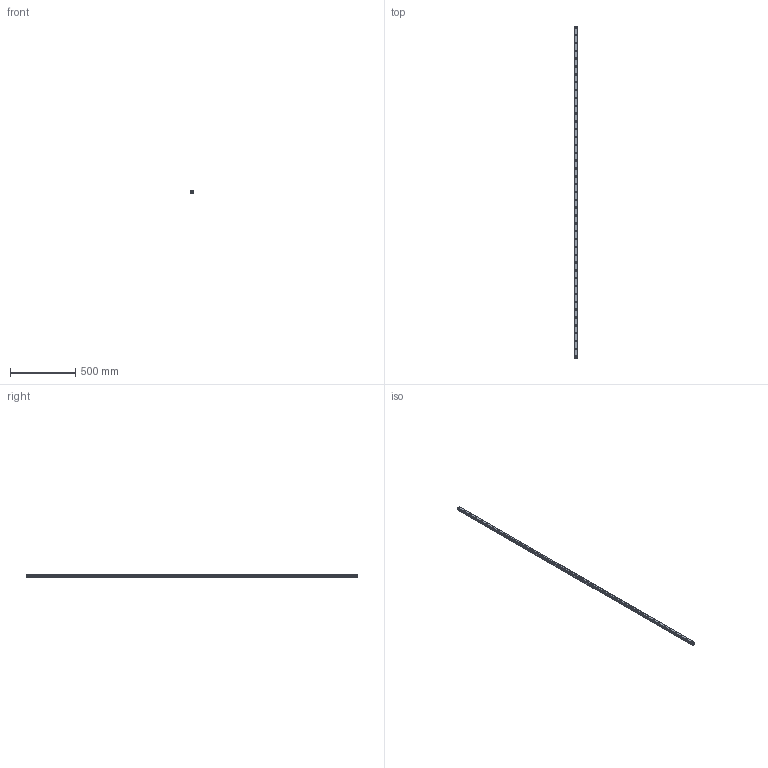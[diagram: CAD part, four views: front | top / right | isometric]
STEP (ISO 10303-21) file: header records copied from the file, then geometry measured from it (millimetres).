
FILE_DESCRIPTION(('STEP AP214'),'1');
FILE_NAME('cctmp_1AFB2577-8877-4CF7-B651-2A226C44D89D_2020_5_28_9_33_25_858..stp','2020-05-28T07:33:26',('HIWIN GmbH'),('CADClick - www.CADClick.com'),'Spatial InterOp 3D',' ','unknown authorization');
FILE_SCHEMA(('AUTOMOTIVE_DESIGN'));
Length unit declared in the file: millimetre
Products named in the file (1): HGR25R2540H_FILE
Bounding box: 23 x 2540 x 22 mm (x, y, z)
Volume: 1055131.1 mm3; surface area: 261492.6 mm2
Topology: 1 solids, 1 shells, 627 faces, 1605 edges, 1070 vertices
Faces by surface type: plane 347, cylinder 280
Entity records: 24523 total; most frequent: DIRECTION 3765, CARTESIAN_POINT 3303, ORIENTED_EDGE 3210, EDGE_CURVE 1605, AXIS2_PLACEMENT_3D 1532, VERTEX_POINT 1070, CIRCLE 732, EDGE_LOOP 717
